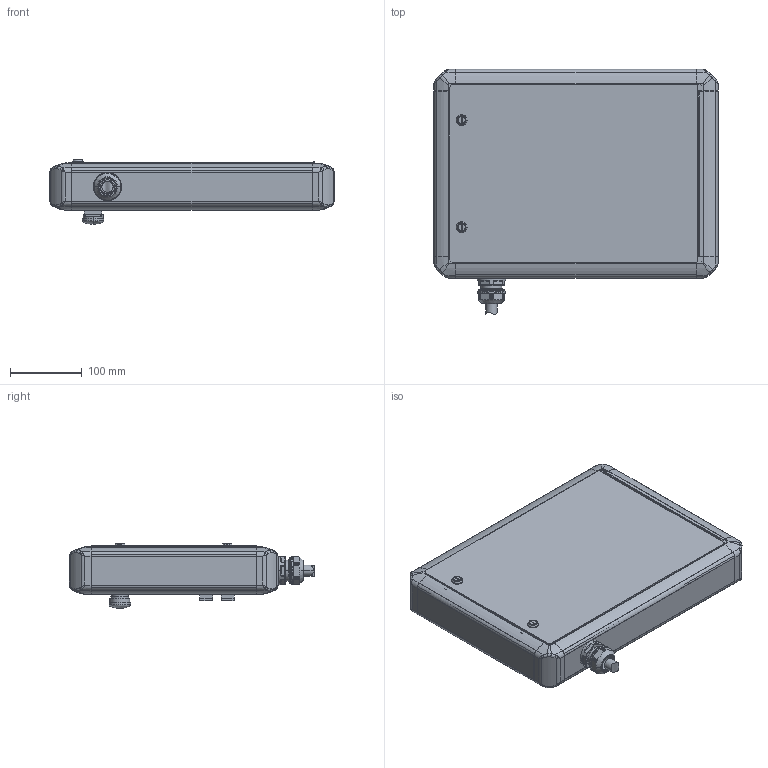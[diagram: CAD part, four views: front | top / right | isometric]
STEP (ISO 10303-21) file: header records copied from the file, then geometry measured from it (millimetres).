
FILE_DESCRIPTION (( 'STEP AP203' ), '1' );
FILE_NAME ('C3C-A01T-STP.step', '2025-06-24T03:01:31', ( '' ), ( '' ), 'SwSTEP 2.0', 'SolidWorks 2020', '' );
FILE_SCHEMA (( 'CONFIG_CONTROL_DESIGN' ));
Length unit declared in the file: millimetre
Products named in the file (9): A165L-JGM-24D-1; panel_back_set; C3C-A01T-STP; A165E_LS_24D-01; OA-W2219; H05-0023-CL901_OA-W2219; _X2_FF9BFF6FFF78FF85FF6FFF84_X0_; BOX_SET; 旕忢掆巭及腟(兂35) C4P-135S
Assembly tree (9 placements, depth 3):
  C3C-A01T-STP
    BOX_SET
    panel_back_set
    旕忢掆巭及腟(兂35) C4P-135S
    A165E_LS_24D-01
    A165L-JGM-24D-1  x2
    H05-0023-CL901_OA-W2219
      OA-W2219
      _X2_FF9BFF6FFF78FF85FF6FFF84_X0_
Bounding box: 395 x 340.8 x 89.75 mm (x, y, z)
Volume: 555384.1 mm3; surface area: 613814.1 mm2
Topology: 10 solids, 20 shells, 2066 faces, 5550 edges, 3502 vertices
Faces by surface type: plane 933, cylinder 760, bspline 236, cone 93, torus 40, sphere 4
Entity records: 107120 total; most frequent: CARTESIAN_POINT 56979, ORIENTED_EDGE 10772, DIRECTION 9826, EDGE_CURVE 5399, AXIS2_PLACEMENT_3D 3491, VERTEX_POINT 3446, VECTOR 2844, LINE 2844
